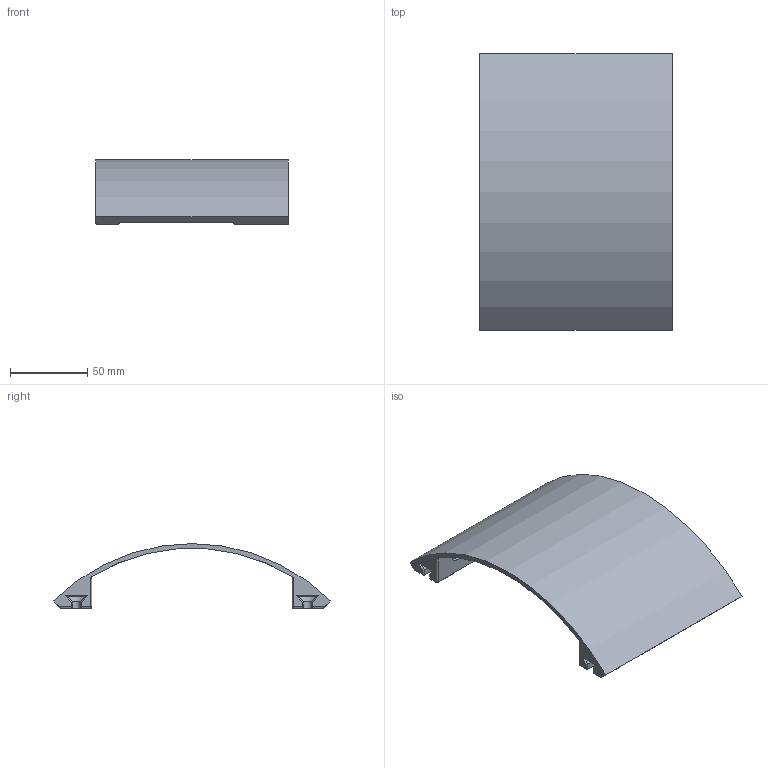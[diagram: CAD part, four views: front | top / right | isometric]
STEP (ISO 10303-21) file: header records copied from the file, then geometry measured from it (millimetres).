
FILE_DESCRIPTION(/* description */ (''),/* implementation_level */ '2;1');
FILE_NAME(/* name */ 'regular_sliding_fairing.step',/* time_stamp */ '2023-09-09T11:49:16-04:00',/* author */ (''),/* organization */ (''),/* preprocessor_version */ 'ST-DEVELOPER v20',/* originating_system */ 'Autodesk Translation Framework v12.9.0.99',/* authorisation */ '');
FILE_SCHEMA (('AUTOMOTIVE_DESIGN { 1 0 10303 214 3 1 1 }'));
Length unit declared in the file: centimetre
Products named in the file (1): MK2RISE Slide Fairing
Bounding box: 125 x 179.61 x 42 mm (x, y, z)
Volume: 97710.6 mm3; surface area: 61813.7 mm2
Topology: 1 solids, 1 shells, 330 faces, 863 edges, 540 vertices
Faces by surface type: plane 144, bspline 86, cylinder 70, torus 16, sphere 10, cone 4
Entity records: 11855 total; most frequent: CARTESIAN_POINT 4230, ORIENTED_EDGE 1726, DIRECTION 1337, EDGE_CURVE 863, VERTEX_POINT 540, LINE 491, VECTOR 491, AXIS2_PLACEMENT_3D 423
